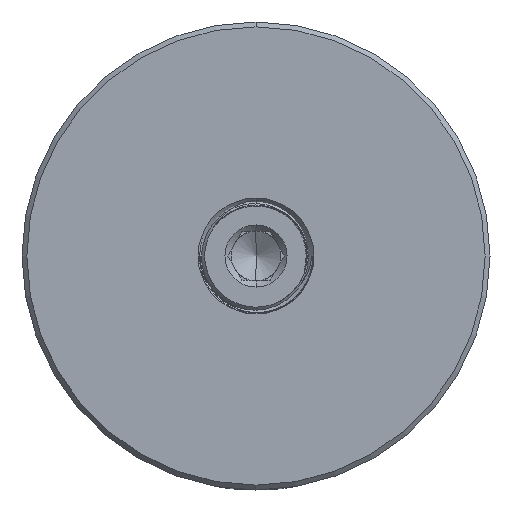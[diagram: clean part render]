
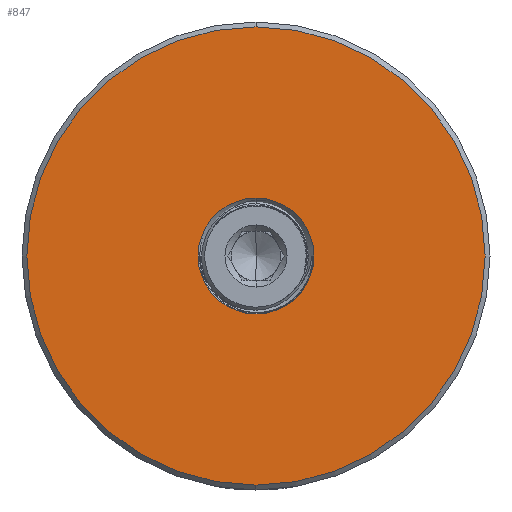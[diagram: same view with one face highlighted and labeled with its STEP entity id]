
A CAD part, left-side view. The second image highlights one B-rep face of the part: STEP entity #847.
In plain terms, the highlighted planar face has unit normal (-1, 0, 0).
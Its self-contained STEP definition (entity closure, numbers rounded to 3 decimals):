
#847 = ADVANCED_FACE ( 'NONE', ( #18157, #31751 ), #33456, .F. ) ;
#3381 = VERTEX_POINT ( 'NONE', #41684 ) ;
#3788 = AXIS2_PLACEMENT_3D ( 'NONE', #23769, #34059, #7958 ) ;
#4901 = DIRECTION ( 'NONE',  ( 1., 0., 0. ) ) ;
#5522 = DIRECTION ( 'NONE',  ( 0., 0., 1. ) ) ;
#7958 = DIRECTION ( 'NONE',  ( 0., 0., 1. ) ) ;
#8964 = EDGE_CURVE ( 'NONE', #25243, #3381, #19517, .T. ) ;
#9407 = AXIS2_PLACEMENT_3D ( 'NONE', #36628, #36348, #17008 ) ;
#10246 = CARTESIAN_POINT ( 'NONE',  ( -29.285, 0., -4.75 ) ) ;
#14141 = CARTESIAN_POINT ( 'NONE',  ( -29.285, 0., 0. ) ) ;
#14483 = CARTESIAN_POINT ( 'NONE',  ( -29.285, 0., 0. ) ) ;
#14894 = CARTESIAN_POINT ( 'NONE',  ( -29.285, 0., 18.8 ) ) ;
#16040 = VERTEX_POINT ( 'NONE', #16965 ) ;
#16190 = ORIENTED_EDGE ( 'NONE', *, *, #17754, .T. ) ;
#16965 = CARTESIAN_POINT ( 'NONE',  ( -29.285, 0., -18.8 ) ) ;
#17008 = DIRECTION ( 'NONE',  ( 0., 0., 1. ) ) ;
#17754 = EDGE_CURVE ( 'NONE', #3381, #25243, #40590, .T. ) ;
#18059 = ORIENTED_EDGE ( 'NONE', *, *, #31207, .T. ) ;
#18157 = FACE_BOUND ( 'NONE', #22531, .T. ) ;
#18392 = CARTESIAN_POINT ( 'NONE',  ( -29.285, 0., 0. ) ) ;
#19517 = CIRCLE ( 'NONE', #3788, 4.75 ) ;
#21652 = EDGE_CURVE ( 'NONE', #30125, #16040, #23775, .T. ) ;
#22531 = EDGE_LOOP ( 'NONE', ( #40565, #16190 ) ) ;
#23769 = CARTESIAN_POINT ( 'NONE',  ( -29.285, 0., 0. ) ) ;
#23775 = CIRCLE ( 'NONE', #9407, 18.8 ) ;
#24877 = DIRECTION ( 'NONE',  ( -1., 0., 0. ) ) ;
#25243 = VERTEX_POINT ( 'NONE', #10246 ) ;
#26412 = AXIS2_PLACEMENT_3D ( 'NONE', #18392, #24877, #5522 ) ;
#27749 = AXIS2_PLACEMENT_3D ( 'NONE', #14141, #4901, #37559 ) ;
#30125 = VERTEX_POINT ( 'NONE', #14894 ) ;
#31207 = EDGE_CURVE ( 'NONE', #16040, #30125, #37822, .T. ) ;
#31751 = FACE_OUTER_BOUND ( 'NONE', #38092, .T. ) ;
#32835 = ORIENTED_EDGE ( 'NONE', *, *, #21652, .T. ) ;
#33456 = PLANE ( 'NONE',  #27749 ) ;
#33644 = DIRECTION ( 'NONE',  ( 1., 0., 0. ) ) ;
#34059 = DIRECTION ( 'NONE',  ( 1., 0., 0. ) ) ;
#34528 = AXIS2_PLACEMENT_3D ( 'NONE', #14483, #33644, #37063 ) ;
#36348 = DIRECTION ( 'NONE',  ( -1., 0., 0. ) ) ;
#36628 = CARTESIAN_POINT ( 'NONE',  ( -29.285, 0., 0. ) ) ;
#37063 = DIRECTION ( 'NONE',  ( 0., 0., 1. ) ) ;
#37559 = DIRECTION ( 'NONE',  ( 0., 0., 1. ) ) ;
#37822 = CIRCLE ( 'NONE', #26412, 18.8 ) ;
#38092 = EDGE_LOOP ( 'NONE', ( #32835, #18059 ) ) ;
#40565 = ORIENTED_EDGE ( 'NONE', *, *, #8964, .T. ) ;
#40590 = CIRCLE ( 'NONE', #34528, 4.75 ) ;
#41684 = CARTESIAN_POINT ( 'NONE',  ( -29.285, 0., 4.75 ) ) ;
